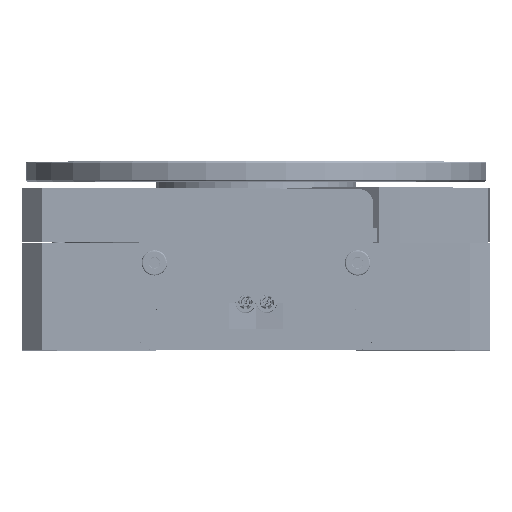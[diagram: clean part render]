
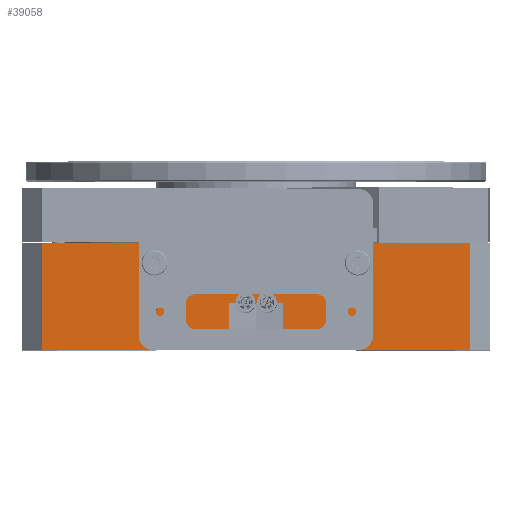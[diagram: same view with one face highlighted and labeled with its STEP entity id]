
A CAD part, top view. The second image highlights one B-rep face of the part: STEP entity #39058.
In plain terms, the highlighted planar face has unit normal (0, 0, 1).
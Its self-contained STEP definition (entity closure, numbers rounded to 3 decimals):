
#1111 = CARTESIAN_POINT ( 'NONE',  ( -35., 0., 35. ) ) ;
#1325 = CARTESIAN_POINT ( 'NONE',  ( -35., 16., 35. ) ) ;
#1335 = VERTEX_POINT ( 'NONE', #37239 ) ;
#1406 = EDGE_CURVE ( 'NONE', #36404, #58318, #72303, .T. ) ;
#2414 = CARTESIAN_POINT ( 'NONE',  ( 15., 0., 35. ) ) ;
#2533 = CARTESIAN_POINT ( 'NONE',  ( -15., 3., 35. ) ) ;
#2633 = DIRECTION ( 'NONE',  ( 1., 0., 0. ) ) ;
#3388 = EDGE_CURVE ( 'NONE', #29421, #22059, #28426, .T. ) ;
#3783 = CIRCLE ( 'NONE', #73764, 0.8 ) ;
#3998 = FACE_BOUND ( 'NONE', #51261, .T. ) ;
#4969 = CARTESIAN_POINT ( 'NONE',  ( 15., 3., 35. ) ) ;
#5942 = EDGE_CURVE ( 'NONE', #17220, #86032, #3783, .T. ) ;
#6388 = DIRECTION ( 'NONE',  ( 1., 0., 0. ) ) ;
#6592 = ORIENTED_EDGE ( 'NONE', *, *, #45860, .F. ) ;
#6867 = CARTESIAN_POINT ( 'NONE',  ( 15., 3., 35. ) ) ;
#10095 = CIRCLE ( 'NONE', #66078, 0.8 ) ;
#10229 = DIRECTION ( 'NONE',  ( 1., 0., 0. ) ) ;
#10438 = ORIENTED_EDGE ( 'NONE', *, *, #80648, .T. ) ;
#11504 = VERTEX_POINT ( 'NONE', #55346 ) ;
#12214 = AXIS2_PLACEMENT_3D ( 'NONE', #23287, #49192, #77695 ) ;
#13725 = LINE ( 'NONE', #19872, #78094 ) ;
#13741 = CARTESIAN_POINT ( 'NONE',  ( 16., 13., 35. ) ) ;
#14485 = LINE ( 'NONE', #1325, #34870 ) ;
#14981 = CIRCLE ( 'NONE', #82173, 0.8 ) ;
#17220 = VERTEX_POINT ( 'NONE', #63751 ) ;
#18303 = CARTESIAN_POINT ( 'NONE',  ( 32., 16., 35. ) ) ;
#18581 = LINE ( 'NONE', #4969, #43521 ) ;
#18627 = CARTESIAN_POINT ( 'NONE',  ( -32., 16., 35. ) ) ;
#19311 = VERTEX_POINT ( 'NONE', #28759 ) ;
#19443 = DIRECTION ( 'NONE',  ( -1., 0., 0. ) ) ;
#19701 = CARTESIAN_POINT ( 'NONE',  ( 32., 0., 35. ) ) ;
#19872 = CARTESIAN_POINT ( 'NONE',  ( 15., 3., 35. ) ) ;
#20747 = VERTEX_POINT ( 'NONE', #13741 ) ;
#21413 = DIRECTION ( 'NONE',  ( 0., 1., 0. ) ) ;
#22059 = VERTEX_POINT ( 'NONE', #54673 ) ;
#22204 = DIRECTION ( 'NONE',  ( 1., 0., 0. ) ) ;
#23065 = LINE ( 'NONE', #56860, #42249 ) ;
#23287 = CARTESIAN_POINT ( 'NONE',  ( -35., 16., 35. ) ) ;
#23799 = CIRCLE ( 'NONE', #55987, 0.8 ) ;
#23941 = DIRECTION ( 'NONE',  ( 0., 0., 1. ) ) ;
#24705 = DIRECTION ( 'NONE',  ( -1., 0., 0. ) ) ;
#26768 = ORIENTED_EDGE ( 'NONE', *, *, #32629, .F. ) ;
#27947 = LINE ( 'NONE', #47219, #66774 ) ;
#28426 = LINE ( 'NONE', #2533, #34663 ) ;
#28759 = CARTESIAN_POINT ( 'NONE',  ( -4., 3., 35. ) ) ;
#29293 = DIRECTION ( 'NONE',  ( 0., -1., 0. ) ) ;
#29405 = ORIENTED_EDGE ( 'NONE', *, *, #5942, .F. ) ;
#29421 = VERTEX_POINT ( 'NONE', #41505 ) ;
#31103 = DIRECTION ( 'NONE',  ( 0., -1., 0. ) ) ;
#32031 = EDGE_CURVE ( 'NONE', #19311, #1335, #27947, .T. ) ;
#32621 = DIRECTION ( 'NONE',  ( 0., -1., 0. ) ) ;
#32629 = EDGE_CURVE ( 'NONE', #20747, #52267, #14981, .T. ) ;
#33429 = VECTOR ( 'NONE', #80481, 1000. ) ;
#33457 = CARTESIAN_POINT ( 'NONE',  ( -32., 0., 35. ) ) ;
#34663 = VECTOR ( 'NONE', #29293, 1000. ) ;
#34870 = VECTOR ( 'NONE', #2633, 1000. ) ;
#35870 = CARTESIAN_POINT ( 'NONE',  ( 32., 16., 35. ) ) ;
#36404 = VERTEX_POINT ( 'NONE', #6867 ) ;
#36669 = CARTESIAN_POINT ( 'NONE',  ( 15.2, 13., 35. ) ) ;
#36969 = DIRECTION ( 'NONE',  ( 0., 0., 1. ) ) ;
#37239 = CARTESIAN_POINT ( 'NONE',  ( -4., 7., 35. ) ) ;
#37504 = DIRECTION ( 'NONE',  ( 0., -1., 0. ) ) ;
#37874 = EDGE_CURVE ( 'NONE', #58318, #68138, #73090, .T. ) ;
#38232 = VERTEX_POINT ( 'NONE', #18303 ) ;
#39058 = ADVANCED_FACE ( 'NONE', ( #57543, #56234, #3998 ), #50040, .F. ) ;
#39196 = LINE ( 'NONE', #65985, #82668 ) ;
#39403 = ORIENTED_EDGE ( 'NONE', *, *, #32031, .T. ) ;
#40120 = LINE ( 'NONE', #66916, #33429 ) ;
#40660 = DIRECTION ( 'NONE',  ( 0., 1., 0. ) ) ;
#41051 = CARTESIAN_POINT ( 'NONE',  ( 15.2, 13., 35. ) ) ;
#41505 = CARTESIAN_POINT ( 'NONE',  ( -15., 3., 35. ) ) ;
#41892 = CARTESIAN_POINT ( 'NONE',  ( -32., 16., 35. ) ) ;
#41920 = DIRECTION ( 'NONE',  ( 1., 0., 0. ) ) ;
#42060 = VECTOR ( 'NONE', #21413, 1000. ) ;
#42249 = VECTOR ( 'NONE', #22204, 1000. ) ;
#43521 = VECTOR ( 'NONE', #24705, 1000. ) ;
#43860 = ORIENTED_EDGE ( 'NONE', *, *, #3388, .F. ) ;
#44595 = ORIENTED_EDGE ( 'NONE', *, *, #76259, .T. ) ;
#44697 = ORIENTED_EDGE ( 'NONE', *, *, #62048, .F. ) ;
#45860 = EDGE_CURVE ( 'NONE', #62730, #1335, #40120, .T. ) ;
#46342 = CARTESIAN_POINT ( 'NONE',  ( -16., 13., 35. ) ) ;
#47219 = CARTESIAN_POINT ( 'NONE',  ( -4., 16., 35. ) ) ;
#48774 = VECTOR ( 'NONE', #37504, 1000. ) ;
#49192 = DIRECTION ( 'NONE',  ( 0., 0., -1. ) ) ;
#49810 = DIRECTION ( 'NONE',  ( 0., 0., 1. ) ) ;
#50040 = PLANE ( 'NONE',  #12214 ) ;
#50250 = CARTESIAN_POINT ( 'NONE',  ( -15.2, 13., 35. ) ) ;
#50336 = ORIENTED_EDGE ( 'NONE', *, *, #69347, .F. ) ;
#51261 = EDGE_LOOP ( 'NONE', ( #26768, #54764 ) ) ;
#51721 = EDGE_CURVE ( 'NONE', #36404, #11504, #18581, .T. ) ;
#52267 = VERTEX_POINT ( 'NONE', #86543 ) ;
#53868 = EDGE_LOOP ( 'NONE', ( #67985, #44595, #67696, #62432, #10438, #43860, #50336, #39403, #6592, #86343, #85484, #79782 ) ) ;
#54082 = EDGE_CURVE ( 'NONE', #75161, #56512, #58565, .T. ) ;
#54673 = CARTESIAN_POINT ( 'NONE',  ( -15., 0., 35. ) ) ;
#54764 = ORIENTED_EDGE ( 'NONE', *, *, #80685, .F. ) ;
#54774 = LINE ( 'NONE', #35870, #42060 ) ;
#55346 = CARTESIAN_POINT ( 'NONE',  ( 4., 3., 35. ) ) ;
#55987 = AXIS2_PLACEMENT_3D ( 'NONE', #84755, #36969, #10229 ) ;
#56234 = FACE_BOUND ( 'NONE', #86235, .T. ) ;
#56512 = VERTEX_POINT ( 'NONE', #33457 ) ;
#56860 = CARTESIAN_POINT ( 'NONE',  ( -35., 0., 35. ) ) ;
#57543 = FACE_OUTER_BOUND ( 'NONE', #53868, .T. ) ;
#58318 = VERTEX_POINT ( 'NONE', #2414 ) ;
#58565 = LINE ( 'NONE', #18627, #48774 ) ;
#58721 = EDGE_CURVE ( 'NONE', #62730, #11504, #39196, .T. ) ;
#62048 = EDGE_CURVE ( 'NONE', #86032, #17220, #23799, .T. ) ;
#62432 = ORIENTED_EDGE ( 'NONE', *, *, #54082, .T. ) ;
#62730 = VERTEX_POINT ( 'NONE', #72036 ) ;
#63466 = DIRECTION ( 'NONE',  ( 1., 0., 0. ) ) ;
#63751 = CARTESIAN_POINT ( 'NONE',  ( -14.4, 13., 35. ) ) ;
#63880 = DIRECTION ( 'NONE',  ( 1., 0., 0. ) ) ;
#64889 = CARTESIAN_POINT ( 'NONE',  ( 15., 3., 35. ) ) ;
#65985 = CARTESIAN_POINT ( 'NONE',  ( 4., 16., 35. ) ) ;
#66078 = AXIS2_PLACEMENT_3D ( 'NONE', #36669, #49810, #63466 ) ;
#66774 = VECTOR ( 'NONE', #40660, 1000. ) ;
#66916 = CARTESIAN_POINT ( 'NONE',  ( -35., 7., 35. ) ) ;
#67696 = ORIENTED_EDGE ( 'NONE', *, *, #71657, .F. ) ;
#67838 = DIRECTION ( 'NONE',  ( 0., 0., 1. ) ) ;
#67985 = ORIENTED_EDGE ( 'NONE', *, *, #37874, .T. ) ;
#68138 = VERTEX_POINT ( 'NONE', #19701 ) ;
#69347 = EDGE_CURVE ( 'NONE', #19311, #29421, #13725, .T. ) ;
#69594 = VECTOR ( 'NONE', #6388, 1000. ) ;
#71657 = EDGE_CURVE ( 'NONE', #75161, #38232, #14485, .T. ) ;
#72036 = CARTESIAN_POINT ( 'NONE',  ( 4., 7., 35. ) ) ;
#72303 = LINE ( 'NONE', #64889, #80873 ) ;
#73090 = LINE ( 'NONE', #1111, #69594 ) ;
#73764 = AXIS2_PLACEMENT_3D ( 'NONE', #50250, #23941, #63880 ) ;
#75161 = VERTEX_POINT ( 'NONE', #41892 ) ;
#76259 = EDGE_CURVE ( 'NONE', #68138, #38232, #54774, .T. ) ;
#77695 = DIRECTION ( 'NONE',  ( -1., 0., 0. ) ) ;
#78094 = VECTOR ( 'NONE', #19443, 1000. ) ;
#79782 = ORIENTED_EDGE ( 'NONE', *, *, #1406, .T. ) ;
#80481 = DIRECTION ( 'NONE',  ( -1., 0., 0. ) ) ;
#80648 = EDGE_CURVE ( 'NONE', #56512, #22059, #23065, .T. ) ;
#80685 = EDGE_CURVE ( 'NONE', #52267, #20747, #10095, .T. ) ;
#80873 = VECTOR ( 'NONE', #31103, 1000. ) ;
#82173 = AXIS2_PLACEMENT_3D ( 'NONE', #41051, #67838, #41920 ) ;
#82668 = VECTOR ( 'NONE', #32621, 1000. ) ;
#84755 = CARTESIAN_POINT ( 'NONE',  ( -15.2, 13., 35. ) ) ;
#85484 = ORIENTED_EDGE ( 'NONE', *, *, #51721, .F. ) ;
#86032 = VERTEX_POINT ( 'NONE', #46342 ) ;
#86235 = EDGE_LOOP ( 'NONE', ( #29405, #44697 ) ) ;
#86343 = ORIENTED_EDGE ( 'NONE', *, *, #58721, .T. ) ;
#86543 = CARTESIAN_POINT ( 'NONE',  ( 14.4, 13., 35. ) ) ;
